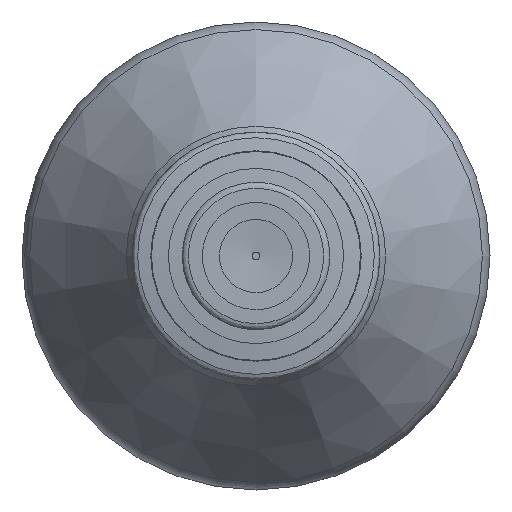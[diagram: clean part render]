
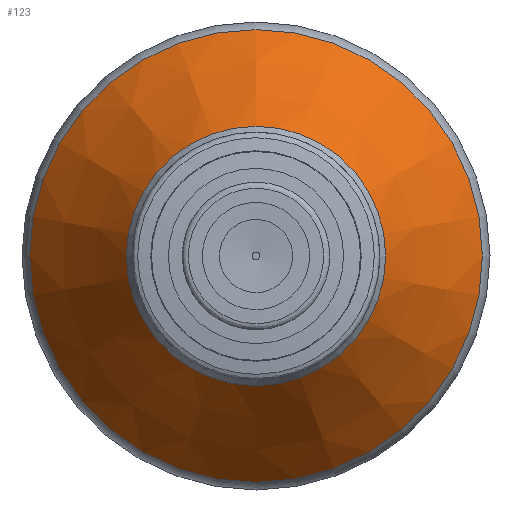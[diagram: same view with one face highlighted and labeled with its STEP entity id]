
A CAD part, left-side view. The second image highlights one B-rep face of the part: STEP entity #123.
In plain terms, the highlighted conical face has half-angle 35.311 degrees and reference radius 16.448 mm.
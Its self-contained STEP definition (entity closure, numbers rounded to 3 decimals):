
#108=CONICAL_SURFACE('',#493,16.448,35.311);
#123=ADVANCED_FACE('',(#178,#179),#108,.T.);
#178=FACE_BOUND('',#245,.T.);
#179=FACE_BOUND('',#246,.T.);
#245=EDGE_LOOP('',(#315));
#246=EDGE_LOOP('',(#316));
#315=ORIENTED_EDGE('',*,*,#408,.T.);
#316=ORIENTED_EDGE('',*,*,#407,.F.);
#372=VERTEX_POINT('',#690);
#373=VERTEX_POINT('',#693);
#407=EDGE_CURVE('',#372,#372,#442,.T.);
#408=EDGE_CURVE('',#373,#373,#443,.T.);
#442=CIRCLE('',#490,16.448);
#443=CIRCLE('',#492,9.42);
#490=AXIS2_PLACEMENT_3D('',#689,#572,#573);
#492=AXIS2_PLACEMENT_3D('',#692,#576,#577);
#493=AXIS2_PLACEMENT_3D('',#694,#578,#579);
#572=DIRECTION('',(1.,0.,0.));
#573=DIRECTION('',(0.,0.,1.));
#576=DIRECTION('',(1.,0.,0.));
#577=DIRECTION('',(0.,0.,1.));
#578=DIRECTION('',(1.,0.,0.));
#579=DIRECTION('',(0.,0.,-1.));
#689=CARTESIAN_POINT('',(52.221,0.,0.));
#690=CARTESIAN_POINT('',(52.221,0.,16.448));
#692=CARTESIAN_POINT('',(42.299,0.,0.));
#693=CARTESIAN_POINT('',(42.299,0.,9.42));
#694=CARTESIAN_POINT('',(52.221,0.,0.));
